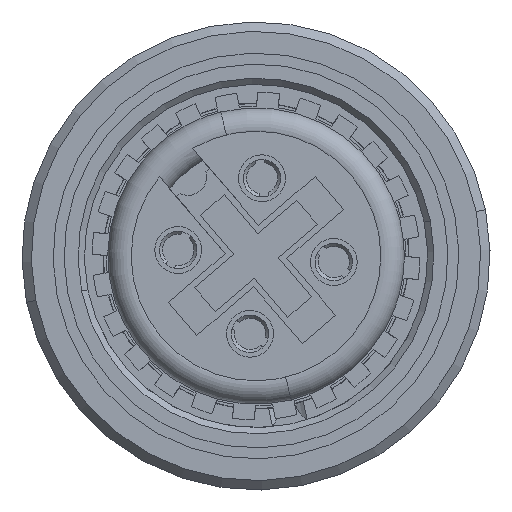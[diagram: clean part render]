
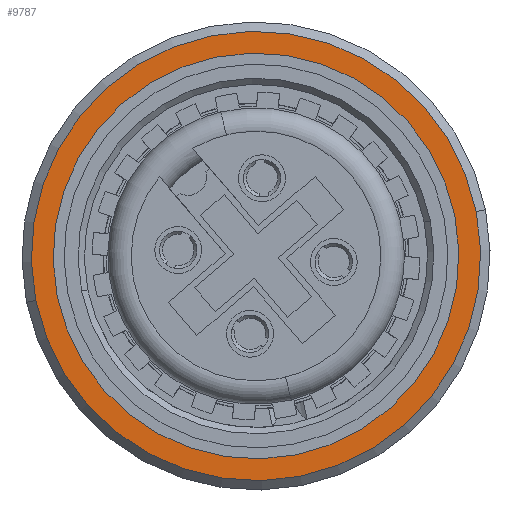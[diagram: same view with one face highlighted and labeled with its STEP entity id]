
A CAD part, left-side view. The second image highlights one B-rep face of the part: STEP entity #9787.
In plain terms, the highlighted planar face has unit normal (-1, 0, 0).
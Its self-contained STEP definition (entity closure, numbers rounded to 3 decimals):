
#3103=CARTESIAN_POINT('',(5.324,0.,0.));
#3104=DIRECTION('',(1.,0.,0.));
#3105=DIRECTION('',(0.,0.98,-0.198));
#3106=AXIS2_PLACEMENT_3D('',#3103,#3104,#3105);
#3108=CARTESIAN_POINT('',(5.324,0.,0.));
#3109=DIRECTION('',(1.,0.,0.));
#3110=DIRECTION('',(0.,-0.98,0.198));
#3111=AXIS2_PLACEMENT_3D('',#3108,#3109,#3110);
#3113=CARTESIAN_POINT('',(5.324,0.,0.));
#3114=DIRECTION('',(-1.,0.,0.));
#3115=DIRECTION('',(0.,0.98,-0.198));
#3116=AXIS2_PLACEMENT_3D('',#3113,#3114,#3115);
#3118=CARTESIAN_POINT('',(5.324,0.,0.));
#3119=DIRECTION('',(-1.,0.,0.));
#3120=DIRECTION('',(0.,-0.98,0.198));
#3121=AXIS2_PLACEMENT_3D('',#3118,#3119,#3120);
#5197=CARTESIAN_POINT('',(5.324,-7.058,1.423));
#5198=CARTESIAN_POINT('',(5.324,7.058,-1.423));
#5199=VERTEX_POINT('',#5197);
#5200=VERTEX_POINT('',#5198);
#5201=CARTESIAN_POINT('',(5.324,6.372,-1.285));
#5202=CARTESIAN_POINT('',(5.324,-6.372,1.285));
#5203=VERTEX_POINT('',#5201);
#5204=VERTEX_POINT('',#5202);
#9771=CARTESIAN_POINT('',(5.324,0.,
0.));
#9772=DIRECTION('',(1.,0.,0.));
#9773=DIRECTION('',(0.,-0.98,0.198));
#9774=AXIS2_PLACEMENT_3D('',#9771,#9772,#9773);
#9775=PLANE('',#9774);
#9777=ORIENTED_EDGE('',*,*,#9776,.T.);
#9778=ORIENTED_EDGE('',*,*,#9761,.T.);
#9779=EDGE_LOOP('',(#9777,#9778));
#9780=FACE_OUTER_BOUND('',#9779,.F.);
#9782=ORIENTED_EDGE('',*,*,#9781,.T.);
#9784=ORIENTED_EDGE('',*,*,#9783,.T.);
#9785=EDGE_LOOP('',(#9782,#9784));
#9786=FACE_BOUND('',#9785,.F.);
#3107=CIRCLE('',#3106,7.2);
#3112=CIRCLE('',#3111,7.2);
#3117=CIRCLE('',#3116,6.5);
#3122=CIRCLE('',#3121,6.5);
#9761=EDGE_CURVE('',#5199,#5200,#3112,.T.);
#9776=EDGE_CURVE('',#5200,#5199,#3107,.T.);
#9781=EDGE_CURVE('',#5203,#5204,#3117,.T.);
#9783=EDGE_CURVE('',#5204,#5203,#3122,.T.);
#9787=ADVANCED_FACE('',(#9780,#9786),#9775,.F.);
